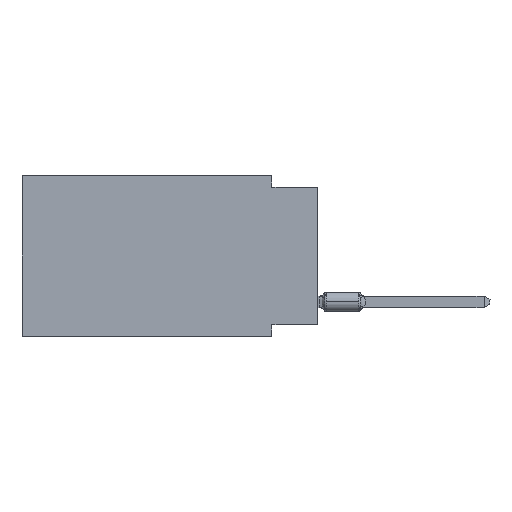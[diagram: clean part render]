
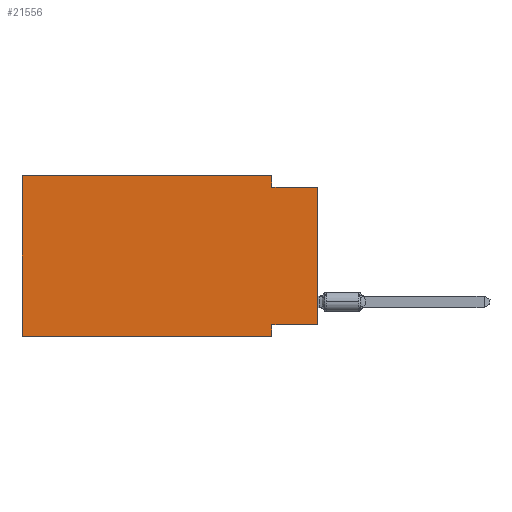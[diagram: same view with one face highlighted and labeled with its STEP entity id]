
A CAD part, left-side view. The second image highlights one B-rep face of the part: STEP entity #21556.
In plain terms, the highlighted planar face has unit normal (-1, 0, 0).
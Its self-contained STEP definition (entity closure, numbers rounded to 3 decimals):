
#510 = ORIENTED_EDGE ( 'NONE', *, *, #11734, .T. ) ;
#790 = VECTOR ( 'NONE', #13476, 1000. ) ;
#1121 = CARTESIAN_POINT ( 'NONE',  ( 0., 2.54, -8.255 ) ) ;
#1278 = VERTEX_POINT ( 'NONE', #3874 ) ;
#2050 = VERTEX_POINT ( 'NONE', #5856 ) ;
#2208 = EDGE_LOOP ( 'NONE', ( #13873, #2478, #3098, #12953, #8978, #510, #24669, #3824 ) ) ;
#2246 = VECTOR ( 'NONE', #18495, 1000. ) ;
#2293 = EDGE_CURVE ( 'NONE', #12722, #2050, #4773, .T. ) ;
#2478 = ORIENTED_EDGE ( 'NONE', *, *, #26319, .F. ) ;
#3098 = ORIENTED_EDGE ( 'NONE', *, *, #5778, .F. ) ;
#3437 = EDGE_CURVE ( 'NONE', #1278, #13473, #7289, .T. ) ;
#3824 = ORIENTED_EDGE ( 'NONE', *, *, #3437, .F. ) ;
#3874 = CARTESIAN_POINT ( 'NONE',  ( 0., 0., -8.255 ) ) ;
#4773 = LINE ( 'NONE', #13351, #790 ) ;
#5778 = EDGE_CURVE ( 'NONE', #16364, #15020, #9139, .T. ) ;
#5803 = DIRECTION ( 'NONE',  ( 0., -1., 0. ) ) ;
#5856 = CARTESIAN_POINT ( 'NONE',  ( 0., 16.383, 0. ) ) ;
#6430 = CARTESIAN_POINT ( 'NONE',  ( 0., 2.54, -0.635 ) ) ;
#6520 = CARTESIAN_POINT ( 'NONE',  ( 0., 2.54, 0. ) ) ;
#6799 = LINE ( 'NONE', #17011, #21027 ) ;
#7161 = CARTESIAN_POINT ( 'NONE',  ( 0., 0., -0.635 ) ) ;
#7289 = LINE ( 'NONE', #11377, #26072 ) ;
#7541 = CARTESIAN_POINT ( 'NONE',  ( 0., 0., -0.635 ) ) ;
#7803 = AXIS2_PLACEMENT_3D ( 'NONE', #18428, #12297, #20598 ) ;
#8658 = DIRECTION ( 'NONE',  ( 0., -1., 0. ) ) ;
#8978 = ORIENTED_EDGE ( 'NONE', *, *, #2293, .F. ) ;
#9109 = EDGE_CURVE ( 'NONE', #13473, #11706, #14396, .T. ) ;
#9139 = LINE ( 'NONE', #17442, #17988 ) ;
#9510 = CARTESIAN_POINT ( 'NONE',  ( 0., 16.383, -8.89 ) ) ;
#11377 = CARTESIAN_POINT ( 'NONE',  ( 0., 0., -8.255 ) ) ;
#11706 = VERTEX_POINT ( 'NONE', #21778 ) ;
#11734 = EDGE_CURVE ( 'NONE', #12722, #11706, #13720, .T. ) ;
#12297 = DIRECTION ( 'NONE',  ( 1., 0., 0. ) ) ;
#12354 = VECTOR ( 'NONE', #8658, 1000. ) ;
#12566 = PLANE ( 'NONE',  #7803 ) ;
#12722 = VERTEX_POINT ( 'NONE', #9510 ) ;
#12953 = ORIENTED_EDGE ( 'NONE', *, *, #16430, .F. ) ;
#13351 = CARTESIAN_POINT ( 'NONE',  ( 0., 16.383, 0. ) ) ;
#13473 = VERTEX_POINT ( 'NONE', #1121 ) ;
#13476 = DIRECTION ( 'NONE',  ( 0., 0., 1. ) ) ;
#13720 = LINE ( 'NONE', #15902, #14030 ) ;
#13873 = ORIENTED_EDGE ( 'NONE', *, *, #25530, .T. ) ;
#14030 = VECTOR ( 'NONE', #5803, 1000. ) ;
#14396 = LINE ( 'NONE', #18358, #2246 ) ;
#14607 = FACE_OUTER_BOUND ( 'NONE', #2208, .T. ) ;
#14699 = VECTOR ( 'NONE', #19706, 1000. ) ;
#15020 = VERTEX_POINT ( 'NONE', #6430 ) ;
#15482 = CARTESIAN_POINT ( 'NONE',  ( 0., 0., 0. ) ) ;
#15596 = DIRECTION ( 'NONE',  ( 0., 1., 0. ) ) ;
#15902 = CARTESIAN_POINT ( 'NONE',  ( 0., 16.383, -8.89 ) ) ;
#16364 = VERTEX_POINT ( 'NONE', #6520 ) ;
#16430 = EDGE_CURVE ( 'NONE', #2050, #16364, #6799, .T. ) ;
#17011 = CARTESIAN_POINT ( 'NONE',  ( 0., 16.383, 0. ) ) ;
#17442 = CARTESIAN_POINT ( 'NONE',  ( 0., 2.54, 0. ) ) ;
#17988 = VECTOR ( 'NONE', #21257, 1000. ) ;
#18358 = CARTESIAN_POINT ( 'NONE',  ( 0., 2.54, -8.89 ) ) ;
#18428 = CARTESIAN_POINT ( 'NONE',  ( 0., 16.383, 0. ) ) ;
#18495 = DIRECTION ( 'NONE',  ( 0., 0., -1. ) ) ;
#19706 = DIRECTION ( 'NONE',  ( 0., 0., 1. ) ) ;
#20598 = DIRECTION ( 'NONE',  ( 0., 0., -1. ) ) ;
#21027 = VECTOR ( 'NONE', #23561, 1000. ) ;
#21257 = DIRECTION ( 'NONE',  ( 0., 0., -1. ) ) ;
#21385 = VERTEX_POINT ( 'NONE', #7541 ) ;
#21556 = ADVANCED_FACE ( 'NONE', ( #14607 ), #12566, .F. ) ;
#21778 = CARTESIAN_POINT ( 'NONE',  ( 0., 2.54, -8.89 ) ) ;
#22262 = LINE ( 'NONE', #15482, #14699 ) ;
#23561 = DIRECTION ( 'NONE',  ( 0., -1., 0. ) ) ;
#24669 = ORIENTED_EDGE ( 'NONE', *, *, #9109, .F. ) ;
#25530 = EDGE_CURVE ( 'NONE', #1278, #21385, #22262, .T. ) ;
#25824 = LINE ( 'NONE', #7161, #12354 ) ;
#26072 = VECTOR ( 'NONE', #15596, 1000. ) ;
#26319 = EDGE_CURVE ( 'NONE', #15020, #21385, #25824, .T. ) ;
